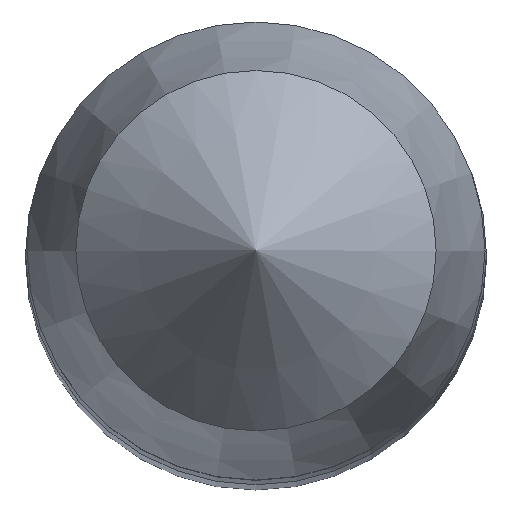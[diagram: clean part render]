
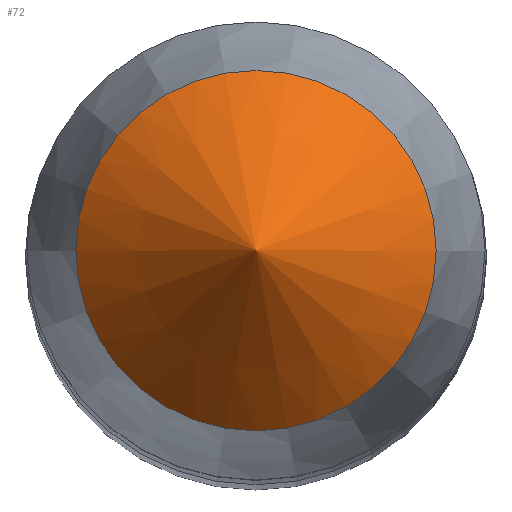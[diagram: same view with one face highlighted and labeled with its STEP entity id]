
A CAD part, top view. The second image highlights one B-rep face of the part: STEP entity #72.
In plain terms, the highlighted conical face has half-angle 45 degrees and reference radius 3.318 mm.
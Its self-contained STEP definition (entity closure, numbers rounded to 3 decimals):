
#60=VERTEX_LOOP('',#227);
#72=ADVANCED_FACE('',(#104,#105),#90,.T.);
#90=CONICAL_SURFACE('',#695,3.318,45.);
#104=FACE_BOUND('',#128,.T.);
#105=FACE_BOUND('',#60,.T.);
#128=EDGE_LOOP('',(#160));
#160=ORIENTED_EDGE('',*,*,#254,.F.);
#226=VERTEX_POINT('',#935);
#227=VERTEX_POINT('',#936);
#254=EDGE_CURVE('',#226,#226,#289,.T.);
#289=CIRCLE('',#694,2.531);
#694=AXIS2_PLACEMENT_3D('',#934,#793,#794);
#695=AXIS2_PLACEMENT_3D('',#937,#795,#796);
#793=DIRECTION('',(0.,0.,-1.));
#794=DIRECTION('',(1.,0.,0.));
#795=DIRECTION('',(0.,0.,-1.));
#796=DIRECTION('',(-1.,0.,0.));
#934=CARTESIAN_POINT('',(0.,0.,79.909));
#935=CARTESIAN_POINT('',(2.531,0.,79.909));
#936=CARTESIAN_POINT('',(0.,0.,82.44));
#937=CARTESIAN_POINT('',(0.,0.,79.122));
